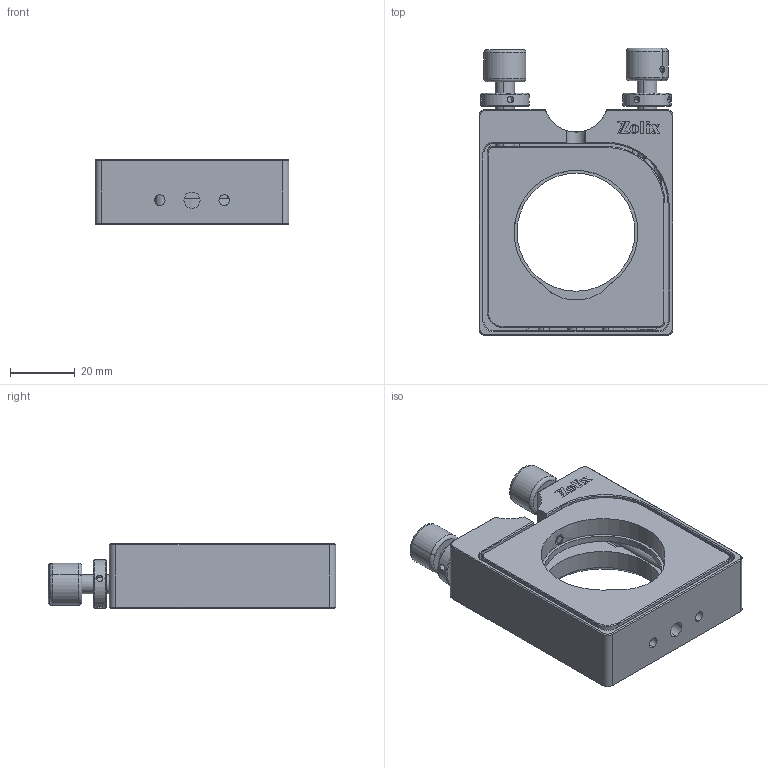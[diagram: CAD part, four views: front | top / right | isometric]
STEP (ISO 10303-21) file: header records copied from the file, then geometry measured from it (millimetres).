
FILE_DESCRIPTION (( 'STEP AP203' ), '1' );
FILE_NAME ('NMV38.1.step', '2019-05-10T01:16:11', ( 'User' ), ( 'User' ), 'SwSTEP 2.0', 'SolidWorks 2016', '' );
FILE_SCHEMA (( 'CONFIG_CONTROL_DESIGN' ));
Length unit declared in the file: millimetre
Products named in the file (1): NMV38.1
Bounding box: 60 x 88.92 x 20 mm (x, y, z)
Surface area: 25911.8 mm2 (no closed solid volume)
Topology: 0 solids, 36 shells, 262 faces, 1118 edges, 853 vertices
Faces by surface type: plane 106, cylinder 104, cone 40, torus 8, sphere 4
Entity records: 12215 total; most frequent: CARTESIAN_POINT 3078, DIRECTION 1894, ORIENTED_EDGE 1629, EDGE_CURVE 1104, VERTEX_POINT 847, LINE 712, VECTOR 712, AXIS2_PLACEMENT_3D 591
